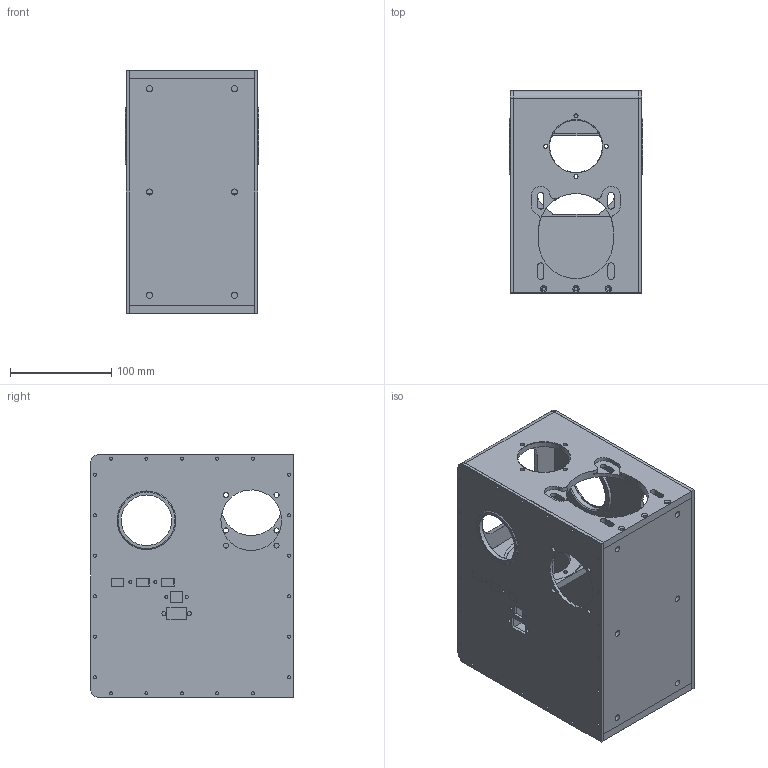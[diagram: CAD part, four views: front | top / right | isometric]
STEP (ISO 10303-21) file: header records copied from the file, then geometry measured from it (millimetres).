
FILE_DESCRIPTION(/* description */ ('','CAx-IF Rec.Pracs.---Representation and Presentation of Product Manufacturing Information (PMI)---4.0---2014-10-13'),/* implementation_level */ '2;1');
FILE_NAME(/* name */ 'Monster Rhino Metal Case v3.step',/* time_stamp */ '2025-02-22T09:48:33+01:00',/* author */ (''),/* organization */ (''),/* preprocessor_version */ 'ST-DEVELOPER v20',/* originating_system */ 'Autodesk Translation Framework v13.20.0.188',/* authorisation */ '');
FILE_SCHEMA (('AP242_MANAGED_MODEL_BASED_3D_ENGINEERING_MIM_LF { 1 0 10303 442 1 1 4 }'));
Length unit declared in the file: millimetre
Products named in the file (11): Monster Rhino Metal Case; Case; Rear Plate; Front Plate; Top Plate; Mid Plate; Panel_right; Panel_left; base; anello; anello(Mirror)
Assembly tree (10 placements, depth 3):
  Monster Rhino Metal Case
    Case
      Rear Plate
      Front Plate
      Top Plate
      Mid Plate
      Panel_right
      Panel_left
      base
    anello
    anello(Mirror)
Bounding box: 132 x 200 x 240 mm (x, y, z)
Volume: 948073.5 mm3; surface area: 416759.9 mm2
Topology: 9 solids, 9 shells, 510 faces, 1223 edges, 799 vertices
Faces by surface type: plane 246, cylinder 211, cone 51, torus 2
Full cylindrical faces by diameter (mm): 2.6 x4, 3 x50, 3.4 x4, 3.5 x6, 4 x68, 5 x12, 6 x6, 6.4 x4, 7.5 x2, 12.2 x1, 50 x2, 52 x4, 58 x4, 60 x2, 65 x2
Entity records: 15761 total; most frequent: DIRECTION 2768, CARTESIAN_POINT 2588, ORIENTED_EDGE 2446, EDGE_CURVE 1223, AXIS2_PLACEMENT_3D 1025, EDGE_LOOP 834, VERTEX_POINT 799, LINE 718
